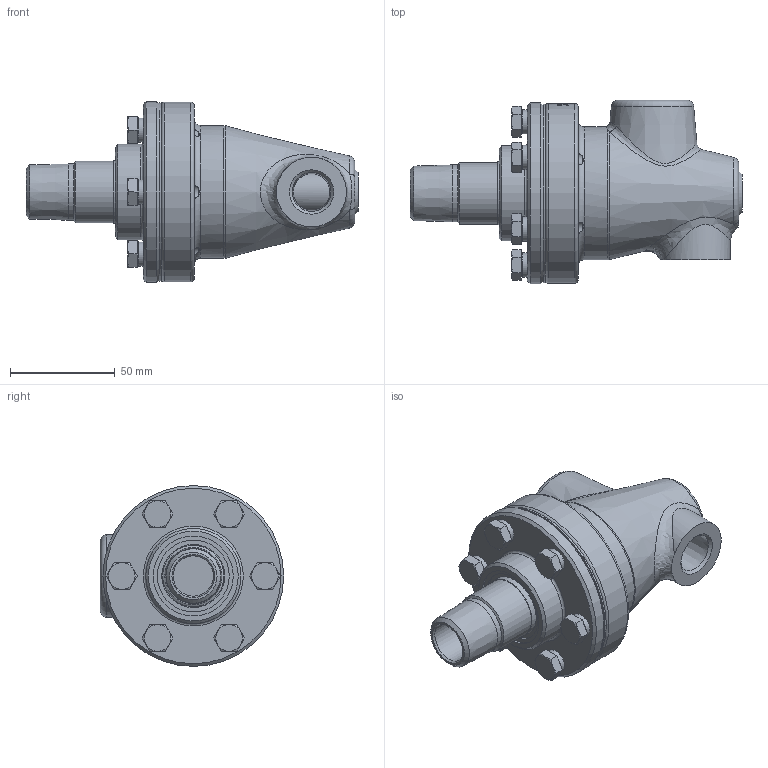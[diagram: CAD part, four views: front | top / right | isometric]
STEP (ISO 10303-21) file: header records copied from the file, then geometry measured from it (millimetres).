
FILE_DESCRIPTION(/* description */ (''),/* implementation_level */ '2;1');
FILE_NAME(/* name */ 'BC-54000-12-50B-IC.stp',/* time_stamp */ '2020-05-18T15:14:24-05:00',/* author */ ('Moorera'),/* organization */ (''),/* preprocessor_version */ 'ST-DEVELOPER v18.1',/* originating_system */ 'Autodesk Inventor 2020',/* authorisation */ '');
FILE_SCHEMA (('AUTOMOTIVE_DESIGN { 1 0 10303 214 3 1 1 }'));
Length unit declared in the file: millimetre
Products named in the file (1): BC-54000-12-50B-IC
Bounding box: 158.6 x 87.63 x 86.36 mm (x, y, z)
Volume: 358183.2 mm3; surface area: 51806.4 mm2
Topology: 1 solids, 1 shells, 614 faces, 1625 edges, 1072 vertices
Faces by surface type: plane 230, bspline 206, cylinder 101, cone 64, torus 13
Full cylindrical faces by diameter (mm): 6.401 x6, 7.938 x6, 8.89 x6, 9.144 x6, 11.43 x6, 17.501 x1, 19.3 x1, 23.012 x1, 27.183 x1, 29.3 x1, 30.124 x1, 34.319 x1, 38.176 x1, 39.319 x2, 45.466 x1, 63.5 x1, 85.344 x1, 85.852 x1, 86.36 x1
Entity records: 65544 total; most frequent: CARTESIAN_POINT 50949, ORIENTED_EDGE 3250, DIRECTION 2554, EDGE_CURVE 1625, VERTEX_POINT 1072, AXIS2_PLACEMENT_3D 980, EDGE_LOOP 685, FACE_OUTER_BOUND 614
